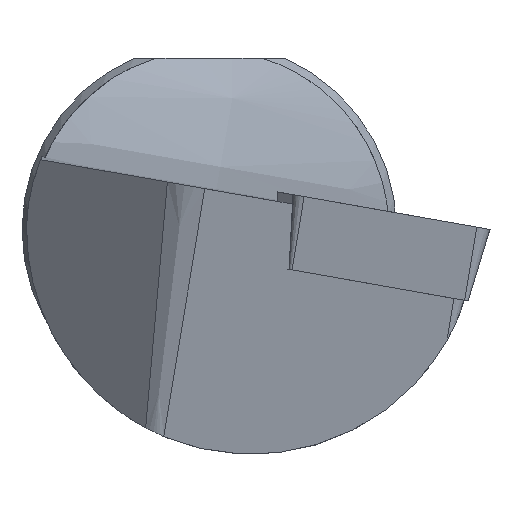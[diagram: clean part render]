
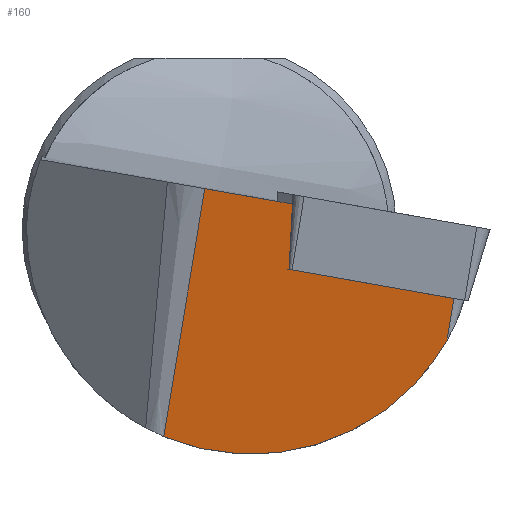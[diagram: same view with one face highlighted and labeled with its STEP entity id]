
A CAD part, left-side view. The second image highlights one B-rep face of the part: STEP entity #160.
In plain terms, the highlighted planar face has unit normal (-0.989, 0.105, -0.105).
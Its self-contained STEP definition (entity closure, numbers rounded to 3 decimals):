
#160=ADVANCED_FACE('',(#210),#193,.T.);
#193=PLANE('',#688);
#210=FACE_OUTER_BOUND('',#242,.T.);
#242=EDGE_LOOP('',(#305,#306,#307,#308,#309,#310));
#294=ELLIPSE('',#687,7.281,7.2);
#305=ORIENTED_EDGE('',*,*,#526,.F.);
#306=ORIENTED_EDGE('',*,*,#527,.F.);
#307=ORIENTED_EDGE('',*,*,#528,.T.);
#308=ORIENTED_EDGE('',*,*,#529,.T.);
#309=ORIENTED_EDGE('',*,*,#530,.F.);
#310=ORIENTED_EDGE('',*,*,#531,.F.);
#471=VERTEX_POINT('',#921);
#472=VERTEX_POINT('',#922);
#473=VERTEX_POINT('',#924);
#474=VERTEX_POINT('',#926);
#475=VERTEX_POINT('',#928);
#476=VERTEX_POINT('',#930);
#526=EDGE_CURVE('',#471,#472,#606,.T.);
#527=EDGE_CURVE('',#473,#471,#607,.T.);
#528=EDGE_CURVE('',#473,#474,#608,.T.);
#529=EDGE_CURVE('',#474,#475,#294,.T.);
#530=EDGE_CURVE('',#476,#475,#609,.T.);
#531=EDGE_CURVE('',#472,#476,#610,.T.);
#606=LINE('',#920,#647);
#607=LINE('',#923,#648);
#608=LINE('',#925,#649);
#609=LINE('',#929,#650);
#610=LINE('',#931,#651);
#647=VECTOR('',#751,1.);
#648=VECTOR('',#752,1.);
#649=VECTOR('',#753,1.);
#650=VECTOR('',#756,1.);
#651=VECTOR('',#757,1.);
#687=AXIS2_PLACEMENT_3D('',#927,#754,#755);
#688=AXIS2_PLACEMENT_3D('',#932,#758,#759);
#751=DIRECTION('',(0.112,0.061,-0.992));
#752=DIRECTION('',(-0.086,-0.981,-0.173));
#753=DIRECTION('',(0.121,0.162,-0.979));
#754=DIRECTION('',(-0.989,0.105,-0.105));
#755=DIRECTION('',(0.149,0.698,-0.7));
#756=DIRECTION('',(0.121,0.162,-0.979));
#757=DIRECTION('',(-0.086,-0.981,-0.173));
#758=DIRECTION('',(-0.989,0.105,-0.105));
#759=DIRECTION('',(-0.106,0.,0.994));
#920=CARTESIAN_POINT('',(0.678,-2.669,0.549));
#921=CARTESIAN_POINT('',(0.648,-2.686,0.816));
#922=CARTESIAN_POINT('',(0.884,-2.557,-1.274));
#923=CARTESIAN_POINT('',(0.168,-8.181,-0.153));
#924=CARTESIAN_POINT('',(0.895,0.141,1.314));
#925=CARTESIAN_POINT('',(0.859,0.092,1.61));
#926=CARTESIAN_POINT('',(1.88,1.456,-6.631));
#927=CARTESIAN_POINT('',(0.877,-1.35,0.));
#928=CARTESIAN_POINT('',(0.588,-7.621,-3.538));
#929=CARTESIAN_POINT('',(0.131,-8.23,0.143));
#930=CARTESIAN_POINT('',(0.422,-7.841,-2.205));
#931=CARTESIAN_POINT('',(0.422,-7.841,-2.205));
#932=CARTESIAN_POINT('',(0.131,-8.23,0.143));
